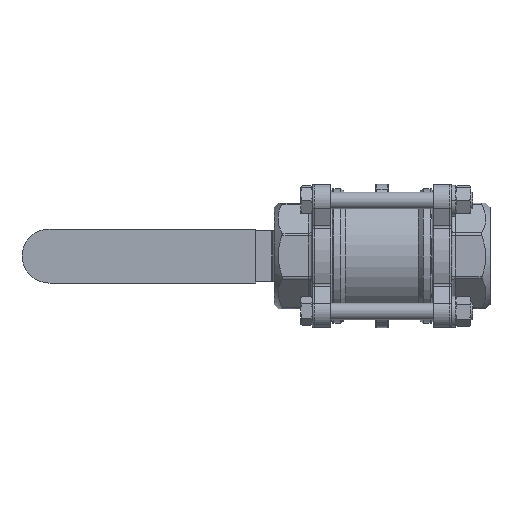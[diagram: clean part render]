
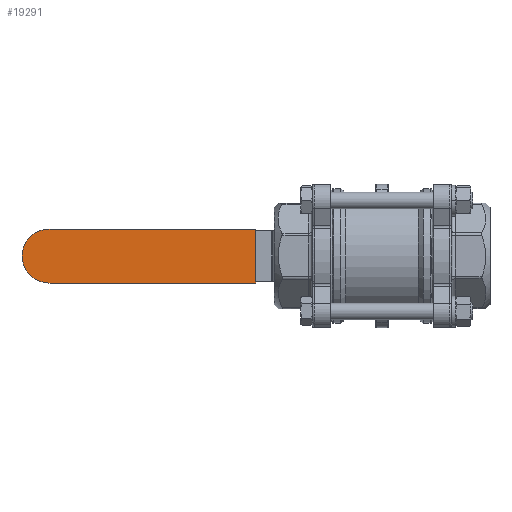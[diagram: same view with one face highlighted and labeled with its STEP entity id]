
A CAD part, front view. The second image highlights one B-rep face of the part: STEP entity #19291.
In plain terms, the highlighted face is planar.
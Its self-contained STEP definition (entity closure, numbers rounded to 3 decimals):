
#1912=CIRCLE('',#20729,15.);
#2673=ORIENTED_EDGE('',*,*,#8667,.F.);
#2674=ORIENTED_EDGE('',*,*,#8672,.T.);
#2675=ORIENTED_EDGE('',*,*,#8670,.T.);
#2676=ORIENTED_EDGE('',*,*,#8658,.T.);
#8658=EDGE_CURVE('',#11670,#11668,#13682,.T.);
#8667=EDGE_CURVE('',#11677,#11668,#13691,.T.);
#8670=EDGE_CURVE('',#11679,#11670,#13693,.T.);
#8672=EDGE_CURVE('',#11677,#11679,#1912,.F.);
#11668=VERTEX_POINT('',#27110);
#11670=VERTEX_POINT('',#27113);
#11677=VERTEX_POINT('',#27129);
#11679=VERTEX_POINT('',#27137);
#13682=LINE('',#27112,#14981);
#13691=LINE('',#27130,#14990);
#13693=LINE('',#27136,#14992);
#14981=VECTOR('',#22472,1000.);
#14990=VECTOR('',#22483,1000.);
#14992=VECTOR('',#22491,1000.);
#16266=EDGE_LOOP('',(#2673,#2674,#2675,#2676));
#17576=FACE_BOUND('',#16266,.T.);
#18876=PLANE('',#20728);
#19291=ADVANCED_FACE('',(#17576),#18876,.F.);
#20728=AXIS2_PLACEMENT_3D('',#27139,#22493,#22494);
#20729=AXIS2_PLACEMENT_3D('',#27140,#22495,#22496);
#22472=DIRECTION('',(-1.,0.,0.));
#22483=DIRECTION('',(0.,-1.,0.));
#22491=DIRECTION('',(0.,-1.,0.));
#22493=DIRECTION('',(0.,0.,1.));
#22494=DIRECTION('',(1.,0.,0.));
#22495=DIRECTION('',(0.,0.,1.));
#22496=DIRECTION('',(1.,0.,0.));
#27110=CARTESIAN_POINT('',(-15.,0.,-3.));
#27112=CARTESIAN_POINT('',(15.,0.,-3.));
#27113=CARTESIAN_POINT('',(15.,0.,-3.));
#27129=CARTESIAN_POINT('',(-15.,115.,-3.));
#27130=CARTESIAN_POINT('',(-15.,130.,-3.));
#27136=CARTESIAN_POINT('',(15.,130.,-3.));
#27137=CARTESIAN_POINT('',(15.,115.,-3.));
#27139=CARTESIAN_POINT('',(15.,130.,-3.));
#27140=CARTESIAN_POINT('',(0.,115.,-3.));
